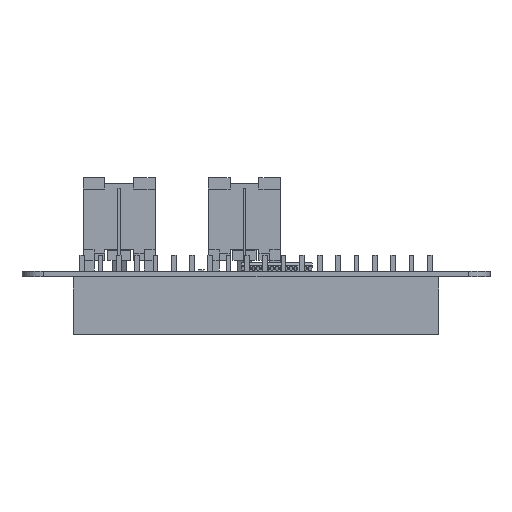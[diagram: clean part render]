
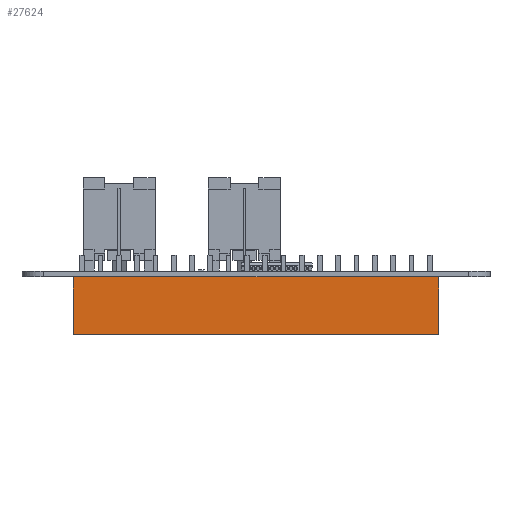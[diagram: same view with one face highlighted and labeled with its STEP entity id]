
A CAD part, front view. The second image highlights one B-rep face of the part: STEP entity #27624.
In plain terms, the highlighted planar face has unit normal (0, -1, 0).
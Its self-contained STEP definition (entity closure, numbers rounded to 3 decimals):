
#3495=FACE_OUTER_BOUND('',#4920,.T.);
#4920=EDGE_LOOP('',(#22186,#22187,#22188,#22189));
#5894=LINE('',#38341,#9321);
#6682=LINE('',#39917,#10109);
#6687=LINE('',#39926,#10114);
#6688=LINE('',#39928,#10115);
#9321=VECTOR('',#31175,10.);
#10109=VECTOR('',#32593,10.);
#10114=VECTOR('',#32602,10.);
#10115=VECTOR('',#32605,10.);
#12822=VERTEX_POINT('',#38339);
#12823=VERTEX_POINT('',#38340);
#13296=VERTEX_POINT('',#39915);
#13298=VERTEX_POINT('',#39924);
#16326=EDGE_CURVE('',#12822,#12823,#5894,.T.);
#17114=EDGE_CURVE('',#13296,#12822,#6682,.T.);
#17119=EDGE_CURVE('',#13298,#12823,#6687,.T.);
#17120=EDGE_CURVE('',#13296,#13298,#6688,.T.);
#22186=ORIENTED_EDGE('',*,*,#17120,.T.);
#22187=ORIENTED_EDGE('',*,*,#17119,.T.);
#22188=ORIENTED_EDGE('',*,*,#16326,.F.);
#22189=ORIENTED_EDGE('',*,*,#17114,.F.);
#26536=PLANE('',#29132);
#27624=ADVANCED_FACE('',(#3495),#26536,.T.);
#29132=AXIS2_PLACEMENT_3D('',#39927,#32603,#32604);
#31175=DIRECTION('',(-1.,0.,0.));
#32593=DIRECTION('',(0.,0.,-1.));
#32602=DIRECTION('',(0.,0.,-1.));
#32603=DIRECTION('center_axis',(0.,-1.,0.));
#32604=DIRECTION('ref_axis',(-1.,0.,0.));
#32605=DIRECTION('',(-1.,0.,0.));
#38339=CARTESIAN_POINT('',(25.4,-27.,-8.));
#38340=CARTESIAN_POINT('',(-25.4,-27.,-8.));
#38341=CARTESIAN_POINT('',(25.4,-27.,-8.));
#39915=CARTESIAN_POINT('',(25.4,-27.,0.));
#39917=CARTESIAN_POINT('',(25.4,-27.,0.));
#39924=CARTESIAN_POINT('',(-25.4,-27.,0.));
#39926=CARTESIAN_POINT('',(-25.4,-27.,0.));
#39927=CARTESIAN_POINT('Origin',(25.4,-27.,0.));
#39928=CARTESIAN_POINT('',(25.4,-27.,0.));
